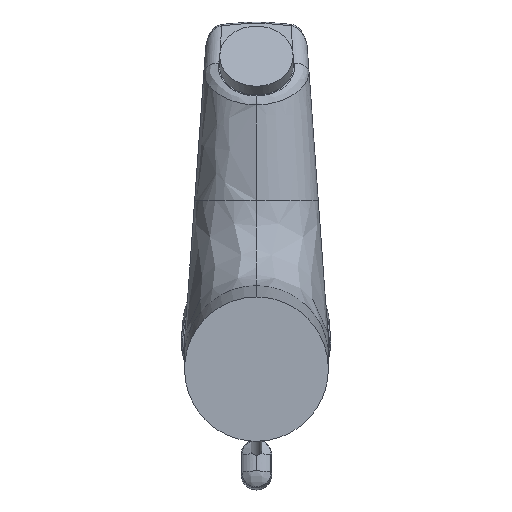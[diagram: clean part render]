
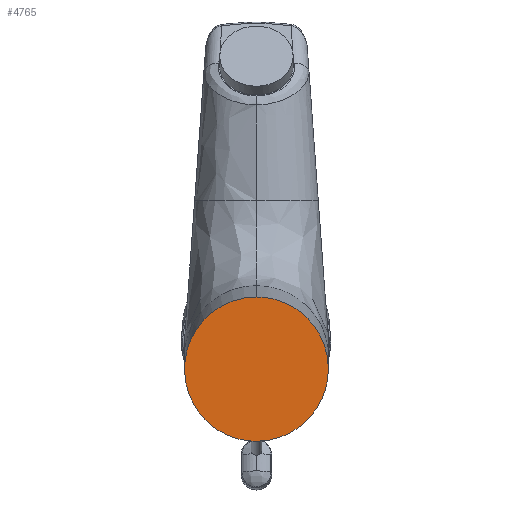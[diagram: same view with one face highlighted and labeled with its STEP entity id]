
A CAD part, front view. The second image highlights one B-rep face of the part: STEP entity #4765.
In plain terms, the highlighted planar face has unit normal (0, -1, 0).
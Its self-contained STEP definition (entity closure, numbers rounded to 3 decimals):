
#1390 = CARTESIAN_POINT ( 'NONE',  ( -137.321, 446.326, 401.622 ) ) ;
#1768 = CARTESIAN_POINT ( 'NONE',  ( -137.321, 446.326, 448.817 ) ) ;
#2103 = CARTESIAN_POINT ( 'NONE',  ( -137.321, 446.326, 401.622 ) ) ;
#2219 = DIRECTION ( 'NONE',  ( 0., 0., 1. ) ) ;
#2417 = DIRECTION ( 'NONE',  ( 0., 1., 0. ) ) ;
#2693 = CARTESIAN_POINT ( 'NONE',  ( -146.821, 446.326, 416.727 ) ) ;
#2838 = PLANE ( 'NONE',  #9489 ) ;
#3343 = EDGE_CURVE ( 'NONE', #10089, #8030, #4024, .T. ) ;
#3355 = FACE_OUTER_BOUND ( 'NONE', #12668, .T. ) ;
#4024 =( BOUNDED_CURVE ( )  B_SPLINE_CURVE ( 3, ( #9267, #8812, #10317, #1390 ),
 .UNSPECIFIED., .F., .F. ) 
 B_SPLINE_CURVE_WITH_KNOTS ( ( 4, 4 ),
 ( 3.142, 6.283 ),
 .UNSPECIFIED. ) 
 CURVE ( )  GEOMETRIC_REPRESENTATION_ITEM ( )  RATIONAL_B_SPLINE_CURVE ( ( 1., 0.333, 0.333, 1. ) ) 
 REPRESENTATION_ITEM ( '' )  );
#4765 = ADVANCED_FACE ( 'NONE', ( #3355 ), #2838, .F. ) ;
#6659 = CARTESIAN_POINT ( 'NONE',  ( -137.321, 446.326, 401.622 ) ) ;
#7652 = CARTESIAN_POINT ( 'NONE',  ( -90.306, 446.326, 448.817 ) ) ;
#8030 = VERTEX_POINT ( 'NONE', #2103 ) ;
#8812 = CARTESIAN_POINT ( 'NONE',  ( -184.336, 446.326, 448.817 ) ) ;
#9267 = CARTESIAN_POINT ( 'NONE',  ( -137.321, 446.326, 448.817 ) ) ;
#9489 = AXIS2_PLACEMENT_3D ( 'NONE', #2693, #2417, #2219 ) ;
#9624 = ORIENTED_EDGE ( 'NONE', *, *, #3343, .T. ) ;
#10089 = VERTEX_POINT ( 'NONE', #11498 ) ;
#10317 = CARTESIAN_POINT ( 'NONE',  ( -184.336, 446.326, 401.622 ) ) ;
#10323 = ORIENTED_EDGE ( 'NONE', *, *, #11894, .T. ) ;
#11441 =( BOUNDED_CURVE ( )  B_SPLINE_CURVE ( 3, ( #6659, #11547, #7652, #1768 ),
 .UNSPECIFIED., .F., .T. ) 
 B_SPLINE_CURVE_WITH_KNOTS ( ( 4, 4 ),
 ( 0., 3.142 ),
 .UNSPECIFIED. ) 
 CURVE ( )  GEOMETRIC_REPRESENTATION_ITEM ( )  RATIONAL_B_SPLINE_CURVE ( ( 1., 0.333, 0.333, 1. ) ) 
 REPRESENTATION_ITEM ( '' )  );
#11498 = CARTESIAN_POINT ( 'NONE',  ( -137.321, 446.326, 448.817 ) ) ;
#11547 = CARTESIAN_POINT ( 'NONE',  ( -90.306, 446.326, 401.622 ) ) ;
#11894 = EDGE_CURVE ( 'NONE', #8030, #10089, #11441, .T. ) ;
#12668 = EDGE_LOOP ( 'NONE', ( #10323, #9624 ) ) ;
